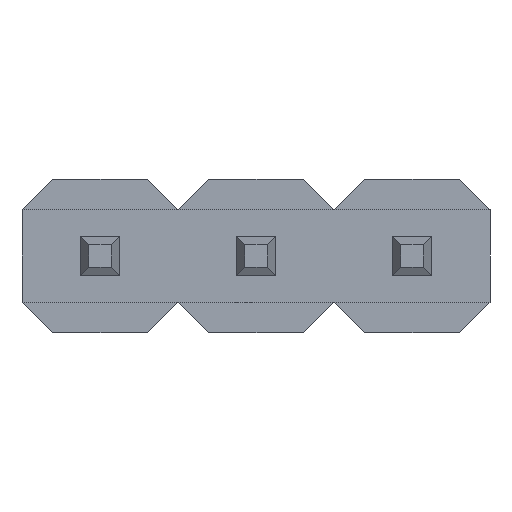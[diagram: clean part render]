
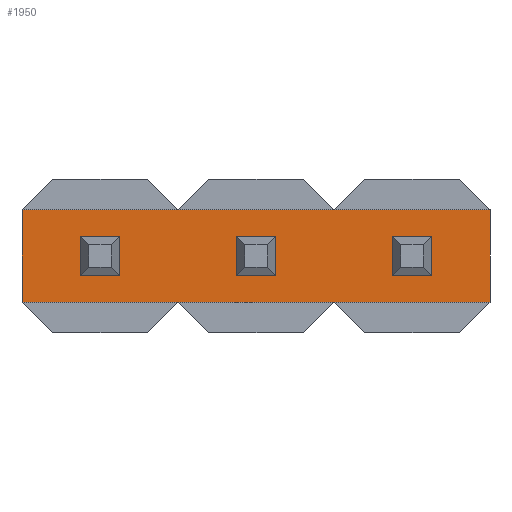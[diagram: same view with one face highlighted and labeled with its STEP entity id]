
A CAD part, front view. The second image highlights one B-rep face of the part: STEP entity #1950.
In plain terms, the highlighted planar face has unit normal (0, -1, 0).
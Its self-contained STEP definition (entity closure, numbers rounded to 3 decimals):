
#15 = LINE ( 'NONE', #149, #509 ) ;
#36 = DIRECTION ( 'NONE',  ( 0., 0., -1. ) ) ;
#37 = VERTEX_POINT ( 'NONE', #2218 ) ;
#70 = VECTOR ( 'NONE', #1881, 1000. ) ;
#104 = VECTOR ( 'NONE', #36, 1000. ) ;
#108 = ORIENTED_EDGE ( 'NONE', *, *, #2158, .F. ) ;
#115 = CARTESIAN_POINT ( 'NONE',  ( 2.86, 0.6, 0.32 ) ) ;
#149 = CARTESIAN_POINT ( 'NONE',  ( -2.86, 0.6, 0.32 ) ) ;
#156 = CARTESIAN_POINT ( 'NONE',  ( -3.81, 0.6, 0.749 ) ) ;
#160 = EDGE_CURVE ( 'NONE', #2064, #1960, #2079, .T. ) ;
#163 = DIRECTION ( 'NONE',  ( 0., 0., 1. ) ) ;
#169 = VERTEX_POINT ( 'NONE', #2713 ) ;
#184 = LINE ( 'NONE', #983, #1547 ) ;
#197 = VECTOR ( 'NONE', #322, 1000. ) ;
#198 = LINE ( 'NONE', #2020, #1393 ) ;
#199 = VERTEX_POINT ( 'NONE', #156 ) ;
#213 = EDGE_CURVE ( 'NONE', #865, #2564, #1192, .T. ) ;
#214 = CARTESIAN_POINT ( 'NONE',  ( 3.81, 0.6, -0.749 ) ) ;
#322 = DIRECTION ( 'NONE',  ( -1., 0., 0. ) ) ;
#323 = CARTESIAN_POINT ( 'NONE',  ( 3.81, 0.6, -0.749 ) ) ;
#378 = LINE ( 'NONE', #1732, #2576 ) ;
#385 = CARTESIAN_POINT ( 'NONE',  ( 2.22, 0.6, 0.32 ) ) ;
#388 = VECTOR ( 'NONE', #2703, 1000. ) ;
#409 = ORIENTED_EDGE ( 'NONE', *, *, #1493, .F. ) ;
#413 = EDGE_LOOP ( 'NONE', ( #1591, #108, #748, #2528 ) ) ;
#441 = ORIENTED_EDGE ( 'NONE', *, *, #1343, .F. ) ;
#494 = VERTEX_POINT ( 'NONE', #1112 ) ;
#501 = VERTEX_POINT ( 'NONE', #691 ) ;
#509 = VECTOR ( 'NONE', #2695, 1000. ) ;
#520 = ORIENTED_EDGE ( 'NONE', *, *, #2245, .F. ) ;
#531 = CARTESIAN_POINT ( 'NONE',  ( 0.32, 0.6, 0.32 ) ) ;
#605 = CARTESIAN_POINT ( 'NONE',  ( 0.32, 0.6, -0.32 ) ) ;
#619 = LINE ( 'NONE', #2155, #104 ) ;
#625 = EDGE_CURVE ( 'NONE', #989, #494, #2203, .T. ) ;
#691 = CARTESIAN_POINT ( 'NONE',  ( 2.86, 0.6, -0.32 ) ) ;
#698 = DIRECTION ( 'NONE',  ( -1., 0., 0. ) ) ;
#747 = EDGE_LOOP ( 'NONE', ( #2471, #1339, #409, #2374 ) ) ;
#748 = ORIENTED_EDGE ( 'NONE', *, *, #2322, .F. ) ;
#780 = CARTESIAN_POINT ( 'NONE',  ( -2.22, 0.6, 0.32 ) ) ;
#808 = FACE_BOUND ( 'NONE', #413, .T. ) ;
#854 = EDGE_CURVE ( 'NONE', #880, #199, #1092, .T. ) ;
#865 = VERTEX_POINT ( 'NONE', #2240 ) ;
#880 = VERTEX_POINT ( 'NONE', #2201 ) ;
#907 = CARTESIAN_POINT ( 'NONE',  ( 2.86, 0.6, -0.32 ) ) ;
#916 = VECTOR ( 'NONE', #926, 1000. ) ;
#926 = DIRECTION ( 'NONE',  ( -1., 0., 0. ) ) ;
#944 = VERTEX_POINT ( 'NONE', #385 ) ;
#967 = CARTESIAN_POINT ( 'NONE',  ( 3.81, 0.6, -0.749 ) ) ;
#971 = EDGE_LOOP ( 'NONE', ( #520, #441, #2127, #2065 ) ) ;
#972 = DIRECTION ( 'NONE',  ( 0., 1., 0. ) ) ;
#983 = CARTESIAN_POINT ( 'NONE',  ( -2.22, 0.6, -0.32 ) ) ;
#989 = VERTEX_POINT ( 'NONE', #780 ) ;
#1017 = VECTOR ( 'NONE', #1930, 1000. ) ;
#1065 = LINE ( 'NONE', #907, #2720 ) ;
#1090 = DIRECTION ( 'NONE',  ( 0., 0., 1. ) ) ;
#1092 = LINE ( 'NONE', #1145, #916 ) ;
#1112 = CARTESIAN_POINT ( 'NONE',  ( -2.86, 0.6, 0.32 ) ) ;
#1126 = FACE_BOUND ( 'NONE', #1779, .T. ) ;
#1145 = CARTESIAN_POINT ( 'NONE',  ( 3.81, 0.6, 0.749 ) ) ;
#1192 = LINE ( 'NONE', #967, #2508 ) ;
#1202 = CARTESIAN_POINT ( 'NONE',  ( 0.32, 0.6, 0.32 ) ) ;
#1263 = VERTEX_POINT ( 'NONE', #1344 ) ;
#1264 = VERTEX_POINT ( 'NONE', #1573 ) ;
#1275 = FACE_OUTER_BOUND ( 'NONE', #747, .T. ) ;
#1281 = ORIENTED_EDGE ( 'NONE', *, *, #1401, .F. ) ;
#1298 = VECTOR ( 'NONE', #1090, 1000. ) ;
#1332 = CARTESIAN_POINT ( 'NONE',  ( -0.32, 0.6, -0.32 ) ) ;
#1339 = ORIENTED_EDGE ( 'NONE', *, *, #213, .F. ) ;
#1343 = EDGE_CURVE ( 'NONE', #1264, #2628, #2596, .T. ) ;
#1344 = CARTESIAN_POINT ( 'NONE',  ( -2.22, 0.6, -0.32 ) ) ;
#1370 = CARTESIAN_POINT ( 'NONE',  ( 0.32, 0.6, 0.32 ) ) ;
#1371 = LINE ( 'NONE', #2168, #1298 ) ;
#1388 = AXIS2_PLACEMENT_3D ( 'NONE', #323, #972, #163 ) ;
#1393 = VECTOR ( 'NONE', #698, 1000. ) ;
#1401 = EDGE_CURVE ( 'NONE', #37, #1263, #184, .T. ) ;
#1439 = DIRECTION ( 'NONE',  ( 0., 0., 1. ) ) ;
#1493 = EDGE_CURVE ( 'NONE', #880, #865, #2054, .T. ) ;
#1547 = VECTOR ( 'NONE', #1650, 1000. ) ;
#1566 = ORIENTED_EDGE ( 'NONE', *, *, #1643, .F. ) ;
#1571 = EDGE_CURVE ( 'NONE', #1263, #989, #1371, .T. ) ;
#1573 = CARTESIAN_POINT ( 'NONE',  ( -0.32, 0.6, 0.32 ) ) ;
#1591 = ORIENTED_EDGE ( 'NONE', *, *, #2691, .F. ) ;
#1641 = PLANE ( 'NONE',  #1388 ) ;
#1643 = EDGE_CURVE ( 'NONE', #494, #37, #15, .T. ) ;
#1650 = DIRECTION ( 'NONE',  ( 1., 0., 0. ) ) ;
#1661 = DIRECTION ( 'NONE',  ( 0., 0., -1. ) ) ;
#1732 = CARTESIAN_POINT ( 'NONE',  ( -3.81, 0.6, -0.749 ) ) ;
#1751 = ORIENTED_EDGE ( 'NONE', *, *, #1571, .F. ) ;
#1779 = EDGE_LOOP ( 'NONE', ( #1281, #1566, #2109, #1751 ) ) ;
#1814 = CARTESIAN_POINT ( 'NONE',  ( -2.22, 0.6, 0.32 ) ) ;
#1849 = VERTEX_POINT ( 'NONE', #1854 ) ;
#1854 = CARTESIAN_POINT ( 'NONE',  ( 2.86, 0.6, 0.32 ) ) ;
#1861 = DIRECTION ( 'NONE',  ( -1., 0., 0. ) ) ;
#1863 = CARTESIAN_POINT ( 'NONE',  ( -0.32, 0.6, 0.32 ) ) ;
#1881 = DIRECTION ( 'NONE',  ( 1., 0., 0. ) ) ;
#1888 = EDGE_CURVE ( 'NONE', #501, #1849, #2604, .T. ) ;
#1925 = VECTOR ( 'NONE', #1861, 1000. ) ;
#1930 = DIRECTION ( 'NONE',  ( 0., 0., -1. ) ) ;
#1950 = ADVANCED_FACE ( 'NONE', ( #1275, #2517, #808, #1126 ), #1641, .F. ) ;
#1960 = VERTEX_POINT ( 'NONE', #531 ) ;
#1983 = EDGE_CURVE ( 'NONE', #1960, #1264, #2087, .T. ) ;
#2020 = CARTESIAN_POINT ( 'NONE',  ( 2.86, 0.6, 0.32 ) ) ;
#2054 = LINE ( 'NONE', #214, #1017 ) ;
#2064 = VERTEX_POINT ( 'NONE', #605 ) ;
#2065 = ORIENTED_EDGE ( 'NONE', *, *, #160, .F. ) ;
#2079 = LINE ( 'NONE', #1202, #388 ) ;
#2087 = LINE ( 'NONE', #1370, #1925 ) ;
#2109 = ORIENTED_EDGE ( 'NONE', *, *, #625, .F. ) ;
#2127 = ORIENTED_EDGE ( 'NONE', *, *, #1983, .F. ) ;
#2151 = EDGE_CURVE ( 'NONE', #199, #2564, #378, .T. ) ;
#2155 = CARTESIAN_POINT ( 'NONE',  ( 2.22, 0.6, 0.32 ) ) ;
#2158 = EDGE_CURVE ( 'NONE', #944, #169, #619, .T. ) ;
#2168 = CARTESIAN_POINT ( 'NONE',  ( -2.22, 0.6, 0.32 ) ) ;
#2176 = DIRECTION ( 'NONE',  ( 0., 0., -1. ) ) ;
#2184 = DIRECTION ( 'NONE',  ( 1., 0., 0. ) ) ;
#2201 = CARTESIAN_POINT ( 'NONE',  ( 3.81, 0.6, 0.749 ) ) ;
#2203 = LINE ( 'NONE', #1814, #197 ) ;
#2218 = CARTESIAN_POINT ( 'NONE',  ( -2.86, 0.6, -0.32 ) ) ;
#2240 = CARTESIAN_POINT ( 'NONE',  ( 3.81, 0.6, -0.749 ) ) ;
#2245 = EDGE_CURVE ( 'NONE', #2628, #2064, #2572, .T. ) ;
#2285 = VECTOR ( 'NONE', #1439, 1000. ) ;
#2322 = EDGE_CURVE ( 'NONE', #1849, #944, #198, .T. ) ;
#2374 = ORIENTED_EDGE ( 'NONE', *, *, #854, .T. ) ;
#2454 = VECTOR ( 'NONE', #1661, 1000. ) ;
#2471 = ORIENTED_EDGE ( 'NONE', *, *, #2151, .T. ) ;
#2485 = CARTESIAN_POINT ( 'NONE',  ( 0.32, 0.6, -0.32 ) ) ;
#2489 = DIRECTION ( 'NONE',  ( -1., 0., 0. ) ) ;
#2508 = VECTOR ( 'NONE', #2489, 1000. ) ;
#2517 = FACE_BOUND ( 'NONE', #971, .T. ) ;
#2528 = ORIENTED_EDGE ( 'NONE', *, *, #1888, .F. ) ;
#2564 = VERTEX_POINT ( 'NONE', #2601 ) ;
#2572 = LINE ( 'NONE', #2485, #70 ) ;
#2576 = VECTOR ( 'NONE', #2176, 1000. ) ;
#2596 = LINE ( 'NONE', #1863, #2454 ) ;
#2601 = CARTESIAN_POINT ( 'NONE',  ( -3.81, 0.6, -0.749 ) ) ;
#2604 = LINE ( 'NONE', #115, #2285 ) ;
#2628 = VERTEX_POINT ( 'NONE', #1332 ) ;
#2691 = EDGE_CURVE ( 'NONE', #169, #501, #1065, .T. ) ;
#2695 = DIRECTION ( 'NONE',  ( 0., 0., -1. ) ) ;
#2703 = DIRECTION ( 'NONE',  ( 0., 0., 1. ) ) ;
#2713 = CARTESIAN_POINT ( 'NONE',  ( 2.22, 0.6, -0.32 ) ) ;
#2720 = VECTOR ( 'NONE', #2184, 1000. ) ;
